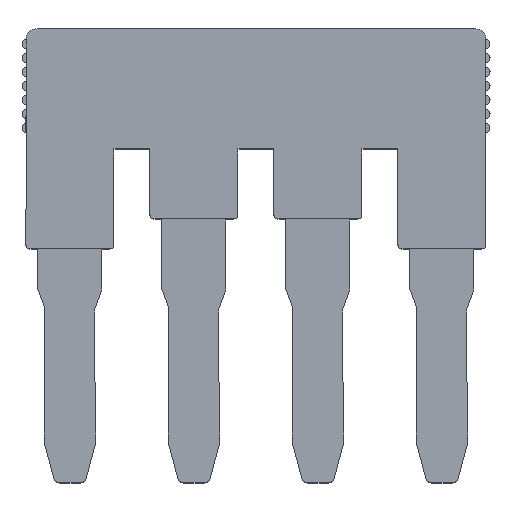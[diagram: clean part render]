
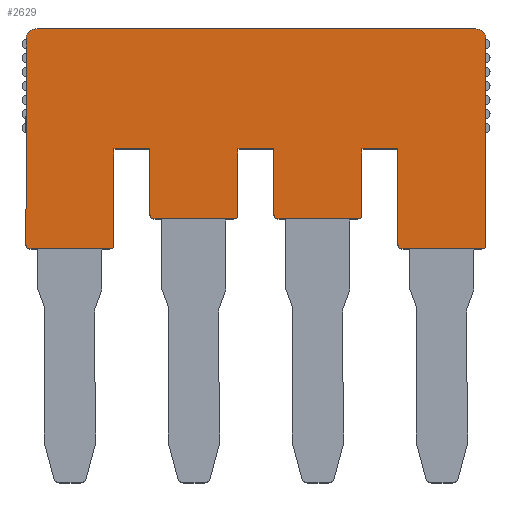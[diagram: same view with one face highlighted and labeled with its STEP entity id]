
A CAD part, top view. The second image highlights one B-rep face of the part: STEP entity #2629.
In plain terms, the highlighted planar face has unit normal (0, 0, 1).
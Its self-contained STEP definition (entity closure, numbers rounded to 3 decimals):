
#127=DIRECTION('',(0.,-1.,0.));
#128=VECTOR('',#127,10.299);
#129=CARTESIAN_POINT('',(-11.5,0.999,1.5));
#130=LINE('',#129,#128);
#425=DIRECTION('',(0.,1.,0.));
#426=VECTOR('',#425,10.299);
#427=CARTESIAN_POINT('',(11.5,-9.301,1.5));
#428=LINE('',#427,#426);
#484=CARTESIAN_POINT('',(-11.3,-9.301,1.5));
#485=DIRECTION('',(0.,0.,1.));
#486=DIRECTION('',(-1.,0.,0.));
#487=AXIS2_PLACEMENT_3D('',#484,#485,#486);
#489=CARTESIAN_POINT('',(-11.,0.999,1.5));
#490=DIRECTION('',(0.,0.,1.));
#491=DIRECTION('',(0.,1.,0.));
#492=AXIS2_PLACEMENT_3D('',#489,#490,#491);
#494=DIRECTION('',(-1.,0.,0.));
#495=VECTOR('',#494,22.);
#496=CARTESIAN_POINT('',(11.,1.499,1.5));
#497=LINE('',#496,#495);
#498=CARTESIAN_POINT('',(11.,0.999,1.5));
#499=DIRECTION('',(0.,0.,1.));
#500=DIRECTION('',(1.,-0.002,0.));
#501=AXIS2_PLACEMENT_3D('',#498,#499,#500);
#503=CARTESIAN_POINT('',(11.3,-9.301,1.5));
#504=DIRECTION('',(0.,0.,1.));
#505=DIRECTION('',(0.,-1.,0.));
#506=AXIS2_PLACEMENT_3D('',#503,#504,#505);
#508=DIRECTION('',(1.,0.,0.));
#509=VECTOR('',#508,4.);
#510=CARTESIAN_POINT('',(7.3,-9.501,1.5));
#511=LINE('',#510,#509);
#512=CARTESIAN_POINT('',(7.3,-9.301,1.5));
#513=DIRECTION('',(0.,0.,1.));
#514=DIRECTION('',(-1.,0.,0.));
#515=AXIS2_PLACEMENT_3D('',#512,#513,#514);
#517=DIRECTION('',(0.,-1.,0.));
#518=VECTOR('',#517,4.8);
#519=CARTESIAN_POINT('',(7.1,-4.501,1.5));
#520=LINE('',#519,#518);
#521=DIRECTION('',(1.,0.,0.));
#522=VECTOR('',#521,1.8);
#523=CARTESIAN_POINT('',(5.3,-4.501,1.5));
#524=LINE('',#523,#522);
#525=DIRECTION('',(0.,1.,0.));
#526=VECTOR('',#525,3.3);
#527=CARTESIAN_POINT('',(5.3,-7.801,1.5));
#528=LINE('',#527,#526);
#529=CARTESIAN_POINT('',(5.1,-7.801,1.5));
#530=DIRECTION('',(0.,0.,1.));
#531=DIRECTION('',(0.,-1.,0.));
#532=AXIS2_PLACEMENT_3D('',#529,#530,#531);
#534=DIRECTION('',(1.,0.,0.));
#535=VECTOR('',#534,4.);
#536=CARTESIAN_POINT('',(1.1,-8.001,1.5));
#537=LINE('',#536,#535);
#538=CARTESIAN_POINT('',(1.1,-7.801,1.5));
#539=DIRECTION('',(0.,0.,1.));
#540=DIRECTION('',(-1.,0.,0.));
#541=AXIS2_PLACEMENT_3D('',#538,#539,#540);
#543=DIRECTION('',(0.,-1.,0.));
#544=VECTOR('',#543,3.3);
#545=CARTESIAN_POINT('',(0.9,-4.501,1.5));
#546=LINE('',#545,#544);
#547=DIRECTION('',(1.,0.,0.));
#548=VECTOR('',#547,1.8);
#549=CARTESIAN_POINT('',(-0.9,-4.501,1.5));
#550=LINE('',#549,#548);
#551=DIRECTION('',(0.,1.,0.));
#552=VECTOR('',#551,3.3);
#553=CARTESIAN_POINT('',(-0.9,-7.801,1.5));
#554=LINE('',#553,#552);
#555=CARTESIAN_POINT('',(-1.1,-7.801,1.5));
#556=DIRECTION('',(0.,0.,1.));
#557=DIRECTION('',(0.,-1.,0.));
#558=AXIS2_PLACEMENT_3D('',#555,#556,#557);
#560=DIRECTION('',(1.,0.,0.));
#561=VECTOR('',#560,4.);
#562=CARTESIAN_POINT('',(-5.1,-8.001,1.5));
#563=LINE('',#562,#561);
#564=CARTESIAN_POINT('',(-5.1,-7.801,1.5));
#565=DIRECTION('',(0.,0.,1.));
#566=DIRECTION('',(-1.,0.,0.));
#567=AXIS2_PLACEMENT_3D('',#564,#565,#566);
#569=DIRECTION('',(0.,-1.,0.));
#570=VECTOR('',#569,3.3);
#571=CARTESIAN_POINT('',(-5.3,-4.501,1.5));
#572=LINE('',#571,#570);
#573=DIRECTION('',(1.,0.,0.));
#574=VECTOR('',#573,1.8);
#575=CARTESIAN_POINT('',(-7.1,-4.501,1.5));
#576=LINE('',#575,#574);
#577=DIRECTION('',(0.,1.,0.));
#578=VECTOR('',#577,4.8);
#579=CARTESIAN_POINT('',(-7.1,-9.301,1.5));
#580=LINE('',#579,#578);
#581=CARTESIAN_POINT('',(-7.3,-9.301,1.5));
#582=DIRECTION('',(0.,0.,1.));
#583=DIRECTION('',(0.,-1.,0.));
#584=AXIS2_PLACEMENT_3D('',#581,#582,#583);
#586=DIRECTION('',(1.,0.,0.));
#587=VECTOR('',#586,4.);
#588=CARTESIAN_POINT('',(-11.3,-9.501,1.5));
#589=LINE('',#588,#587);
#1541=CARTESIAN_POINT('',(-11.5,-9.301,1.5));
#1542=CARTESIAN_POINT('',(-11.3,-9.501,1.5));
#1543=VERTEX_POINT('',#1541);
#1544=VERTEX_POINT('',#1542);
#1545=CARTESIAN_POINT('',(-7.3,-9.501,1.5));
#1546=VERTEX_POINT('',#1545);
#1547=CARTESIAN_POINT('',(-7.1,-9.301,1.5));
#1548=VERTEX_POINT('',#1547);
#1549=CARTESIAN_POINT('',(-7.1,-4.501,1.5));
#1550=VERTEX_POINT('',#1549);
#1551=CARTESIAN_POINT('',(-5.3,-4.501,1.5));
#1552=VERTEX_POINT('',#1551);
#1553=CARTESIAN_POINT('',(-5.3,-7.801,1.5));
#1554=VERTEX_POINT('',#1553);
#1555=CARTESIAN_POINT('',(-5.1,-8.001,1.5));
#1556=VERTEX_POINT('',#1555);
#1557=CARTESIAN_POINT('',(-1.1,-8.001,1.5));
#1558=VERTEX_POINT('',#1557);
#1559=CARTESIAN_POINT('',(-0.9,-7.801,1.5));
#1560=VERTEX_POINT('',#1559);
#1561=CARTESIAN_POINT('',(-0.9,-4.501,1.5));
#1562=VERTEX_POINT('',#1561);
#1563=CARTESIAN_POINT('',(0.9,-4.501,1.5));
#1564=VERTEX_POINT('',#1563);
#1565=CARTESIAN_POINT('',(0.9,-7.801,1.5));
#1566=VERTEX_POINT('',#1565);
#1567=CARTESIAN_POINT('',(1.1,-8.001,1.5));
#1568=VERTEX_POINT('',#1567);
#1569=CARTESIAN_POINT('',(5.1,-8.001,1.5));
#1570=VERTEX_POINT('',#1569);
#1571=CARTESIAN_POINT('',(5.3,-7.801,1.5));
#1572=VERTEX_POINT('',#1571);
#1573=CARTESIAN_POINT('',(5.3,-4.501,1.5));
#1574=VERTEX_POINT('',#1573);
#1575=CARTESIAN_POINT('',(7.1,-4.501,1.5));
#1576=VERTEX_POINT('',#1575);
#1577=CARTESIAN_POINT('',(7.1,-9.301,1.5));
#1578=VERTEX_POINT('',#1577);
#1579=CARTESIAN_POINT('',(7.3,-9.501,1.5));
#1580=VERTEX_POINT('',#1579);
#1581=CARTESIAN_POINT('',(11.3,-9.501,1.5));
#1582=VERTEX_POINT('',#1581);
#1583=CARTESIAN_POINT('',(11.5,-9.301,1.5));
#1584=VERTEX_POINT('',#1583);
#1585=CARTESIAN_POINT('',(11.5,0.999,1.5));
#1586=CARTESIAN_POINT('',(11.,1.499,1.5));
#1587=VERTEX_POINT('',#1585);
#1588=VERTEX_POINT('',#1586);
#1589=CARTESIAN_POINT('',(-11.,1.499,1.5));
#1590=VERTEX_POINT('',#1589);
#1591=CARTESIAN_POINT('',(-11.5,0.999,1.5));
#1592=VERTEX_POINT('',#1591);
#2576=CARTESIAN_POINT('',(0.,0.,1.5));
#2577=DIRECTION('',(0.,0.,1.));
#2578=DIRECTION('',(1.,0.,0.));
#2579=AXIS2_PLACEMENT_3D('',#2576,#2577,#2578);
#2580=PLANE('',#2579);
#2581=ORIENTED_EDGE('',*,*,#2029,.F.);
#2582=ORIENTED_EDGE('',*,*,#2041,.F.);
#2583=ORIENTED_EDGE('',*,*,#2219,.F.);
#2584=ORIENTED_EDGE('',*,*,#2233,.F.);
#2585=ORIENTED_EDGE('',*,*,#2248,.F.);
#2586=ORIENTED_EDGE('',*,*,#2360,.F.);
#2588=ORIENTED_EDGE('',*,*,#2587,.F.);
#2590=ORIENTED_EDGE('',*,*,#2589,.F.);
#2592=ORIENTED_EDGE('',*,*,#2591,.F.);
#2594=ORIENTED_EDGE('',*,*,#2593,.F.);
#2596=ORIENTED_EDGE('',*,*,#2595,.F.);
#2598=ORIENTED_EDGE('',*,*,#2597,.F.);
#2600=ORIENTED_EDGE('',*,*,#2599,.F.);
#2602=ORIENTED_EDGE('',*,*,#2601,.F.);
#2604=ORIENTED_EDGE('',*,*,#2603,.F.);
#2606=ORIENTED_EDGE('',*,*,#2605,.F.);
#2608=ORIENTED_EDGE('',*,*,#2607,.F.);
#2610=ORIENTED_EDGE('',*,*,#2609,.F.);
#2612=ORIENTED_EDGE('',*,*,#2611,.F.);
#2614=ORIENTED_EDGE('',*,*,#2613,.F.);
#2616=ORIENTED_EDGE('',*,*,#2615,.F.);
#2618=ORIENTED_EDGE('',*,*,#2617,.F.);
#2620=ORIENTED_EDGE('',*,*,#2619,.F.);
#2622=ORIENTED_EDGE('',*,*,#2621,.F.);
#2624=ORIENTED_EDGE('',*,*,#2623,.F.);
#2626=ORIENTED_EDGE('',*,*,#2625,.F.);
#2627=EDGE_LOOP('',(#2581,#2582,#2583,#2584,#2585,#2586,#2588,#2590,#2592,#2594,
#2596,#2598,#2600,#2602,#2604,#2606,#2608,#2610,#2612,#2614,#2616,#2618,#2620,
#2622,#2624,#2626));
#2628=FACE_OUTER_BOUND('',#2627,.F.);
#2629=ADVANCED_FACE('',(#2628),#2580,.T.);
#488=CIRCLE('',#487,0.2);
#493=CIRCLE('',#492,0.5);
#502=CIRCLE('',#501,0.5);
#507=CIRCLE('',#506,0.2);
#516=CIRCLE('',#515,0.2);
#533=CIRCLE('',#532,0.2);
#542=CIRCLE('',#541,0.2);
#559=CIRCLE('',#558,0.2);
#568=CIRCLE('',#567,0.2);
#585=CIRCLE('',#584,0.2);
#2029=EDGE_CURVE('',#1543,#1544,#488,.T.);
#2041=EDGE_CURVE('',#1592,#1543,#130,.T.);
#2219=EDGE_CURVE('',#1590,#1592,#493,.T.);
#2233=EDGE_CURVE('',#1588,#1590,#497,.T.);
#2248=EDGE_CURVE('',#1587,#1588,#502,.T.);
#2360=EDGE_CURVE('',#1584,#1587,#428,.T.);
#2587=EDGE_CURVE('',#1582,#1584,#507,.T.);
#2589=EDGE_CURVE('',#1580,#1582,#511,.T.);
#2591=EDGE_CURVE('',#1578,#1580,#516,.T.);
#2593=EDGE_CURVE('',#1576,#1578,#520,.T.);
#2595=EDGE_CURVE('',#1574,#1576,#524,.T.);
#2597=EDGE_CURVE('',#1572,#1574,#528,.T.);
#2599=EDGE_CURVE('',#1570,#1572,#533,.T.);
#2601=EDGE_CURVE('',#1568,#1570,#537,.T.);
#2603=EDGE_CURVE('',#1566,#1568,#542,.T.);
#2605=EDGE_CURVE('',#1564,#1566,#546,.T.);
#2607=EDGE_CURVE('',#1562,#1564,#550,.T.);
#2609=EDGE_CURVE('',#1560,#1562,#554,.T.);
#2611=EDGE_CURVE('',#1558,#1560,#559,.T.);
#2613=EDGE_CURVE('',#1556,#1558,#563,.T.);
#2615=EDGE_CURVE('',#1554,#1556,#568,.T.);
#2617=EDGE_CURVE('',#1552,#1554,#572,.T.);
#2619=EDGE_CURVE('',#1550,#1552,#576,.T.);
#2621=EDGE_CURVE('',#1548,#1550,#580,.T.);
#2623=EDGE_CURVE('',#1546,#1548,#585,.T.);
#2625=EDGE_CURVE('',#1544,#1546,#589,.T.);
